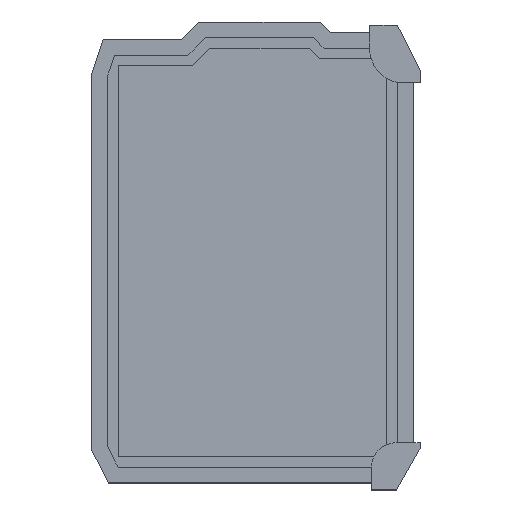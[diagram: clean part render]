
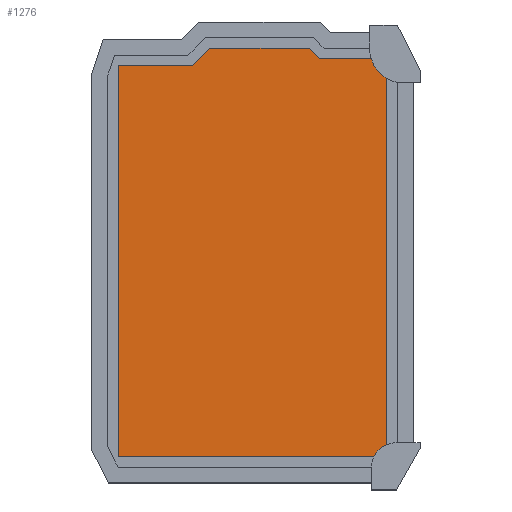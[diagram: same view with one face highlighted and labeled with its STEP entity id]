
A CAD part, top view. The second image highlights one B-rep face of the part: STEP entity #1276.
In plain terms, the highlighted planar face has unit normal (0, 0, 1).
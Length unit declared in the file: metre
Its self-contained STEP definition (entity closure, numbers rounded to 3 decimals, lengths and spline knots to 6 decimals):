
#32=LINE('',#1791,#201);
#36=LINE('',#1800,#205);
#40=LINE('',#1809,#209);
#43=LINE('',#1815,#212);
#116=LINE('',#1960,#285);
#119=LINE('',#1966,#288);
#122=LINE('',#1972,#291);
#125=LINE('',#1978,#294);
#127=LINE('',#1981,#296);
#201=VECTOR('',#1447,1.);
#205=VECTOR('',#1453,1.);
#209=VECTOR('',#1459,1.);
#212=VECTOR('',#1464,1.);
#285=VECTOR('',#1589,1.);
#288=VECTOR('',#1594,1.);
#291=VECTOR('',#1599,1.);
#294=VECTOR('',#1604,1.);
#296=VECTOR('',#1608,1.);
#557=ORIENTED_EDGE('',*,*,#818,.F.);
#558=ORIENTED_EDGE('',*,*,#738,.F.);
#559=ORIENTED_EDGE('',*,*,#742,.F.);
#560=ORIENTED_EDGE('',*,*,#821,.F.);
#561=ORIENTED_EDGE('',*,*,#824,.F.);
#562=ORIENTED_EDGE('',*,*,#827,.F.);
#563=ORIENTED_EDGE('',*,*,#829,.F.);
#564=ORIENTED_EDGE('',*,*,#745,.F.);
#565=ORIENTED_EDGE('',*,*,#734,.F.);
#734=EDGE_CURVE('',#915,#916,#32,.T.);
#738=EDGE_CURVE('',#919,#920,#36,.T.);
#742=EDGE_CURVE('',#923,#919,#40,.T.);
#745=EDGE_CURVE('',#916,#925,#43,.T.);
#818=EDGE_CURVE('',#920,#915,#116,.T.);
#821=EDGE_CURVE('',#972,#923,#119,.T.);
#824=EDGE_CURVE('',#974,#972,#122,.T.);
#827=EDGE_CURVE('',#976,#974,#125,.T.);
#829=EDGE_CURVE('',#925,#976,#127,.T.);
#915=VERTEX_POINT('',#1792);
#916=VERTEX_POINT('',#1793);
#919=VERTEX_POINT('',#1801);
#920=VERTEX_POINT('',#1802);
#923=VERTEX_POINT('',#1810);
#925=VERTEX_POINT('',#1816);
#972=VERTEX_POINT('',#1965);
#974=VERTEX_POINT('',#1971);
#976=VERTEX_POINT('',#1977);
#1073=EDGE_LOOP('',(#557,#558,#559,#560,#561,#562,#563,#564,#565));
#1144=FACE_BOUND('',#1073,.T.);
#1213=PLANE('',#1382);
#1276=ADVANCED_FACE('',(#1144),#1213,.F.);
#1382=AXIS2_PLACEMENT_3D('',#1984,#1612,#1613);
#1447=DIRECTION('',(0.707,-0.707,0.));
#1453=DIRECTION('',(0.707,0.707,0.));
#1459=DIRECTION('',(1.,0.,0.));
#1464=DIRECTION('',(1.,0.,0.));
#1589=DIRECTION('',(1.,0.,0.));
#1594=DIRECTION('',(0.,1.,0.));
#1599=DIRECTION('',(-1.,0.,0.));
#1604=DIRECTION('',(0.,-1.,0.));
#1608=DIRECTION('',(0.447,-0.894,0.));
#1612=DIRECTION('',(0.,0.,-1.));
#1613=DIRECTION('',(1.,0.,0.));
#1791=CARTESIAN_POINT('',(0.142257,-0.0445,-0.02));
#1792=CARTESIAN_POINT('',(0.140757,-0.043,-0.02));
#1793=CARTESIAN_POINT('',(0.143757,-0.046,-0.02));
#1800=CARTESIAN_POINT('',(0.109743,-0.0455,-0.02));
#1801=CARTESIAN_POINT('',(0.107243,-0.048,-0.02));
#1802=CARTESIAN_POINT('',(0.112243,-0.043,-0.02));
#1809=CARTESIAN_POINT('',(0.096621,-0.048,-0.02));
#1810=CARTESIAN_POINT('',(0.086,-0.048,-0.02));
#1815=CARTESIAN_POINT('',(0.151952,-0.046,-0.02));
#1816=CARTESIAN_POINT('',(0.160146,-0.046,-0.02));
#1960=CARTESIAN_POINT('',(0.1265,-0.043,-0.02));
#1965=CARTESIAN_POINT('',(0.086,-0.16,-0.02));
#1966=CARTESIAN_POINT('',(0.086,-0.104,-0.02));
#1971=CARTESIAN_POINT('',(0.163,-0.16,-0.02));
#1972=CARTESIAN_POINT('',(0.1245,-0.16,-0.02));
#1977=CARTESIAN_POINT('',(0.163,-0.051708,-0.02));
#1978=CARTESIAN_POINT('',(0.163,-0.105854,-0.02));
#1981=CARTESIAN_POINT('',(0.161573,-0.048854,-0.02));
#1984=CARTESIAN_POINT('',(0.1245,-0.1015,-0.02));
